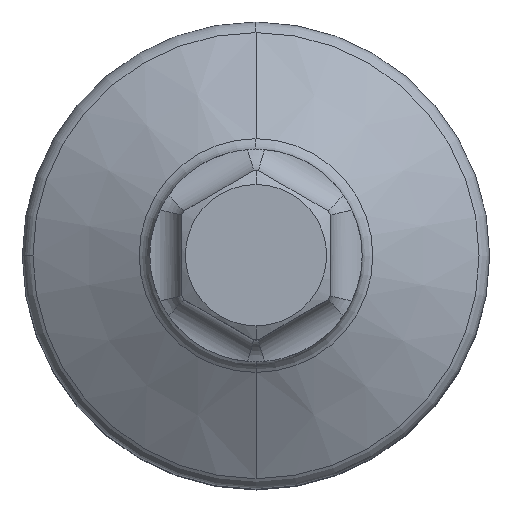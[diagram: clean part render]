
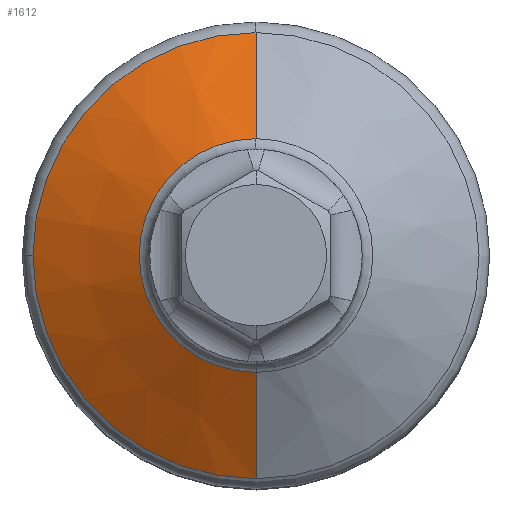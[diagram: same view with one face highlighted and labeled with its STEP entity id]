
A CAD part, top view. The second image highlights one B-rep face of the part: STEP entity #1612.
In plain terms, the highlighted conical face has half-angle 60 degrees and reference radius 16 mm.
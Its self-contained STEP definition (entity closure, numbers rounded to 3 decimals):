
#516=CARTESIAN_POINT('',(0.,0.,36.577));
#517=DIRECTION('',(0.,0.,-1.));
#518=DIRECTION('',(0.,-1.,0.));
#519=AXIS2_PLACEMENT_3D('',#516,#517,#518);
#521=CARTESIAN_POINT('',(0.,0.,36.577));
#522=DIRECTION('',(0.,0.,-1.));
#523=DIRECTION('',(-1.,0.,0.));
#524=AXIS2_PLACEMENT_3D('',#521,#522,#523);
#526=DIRECTION('',(0.,0.866,-0.5));
#527=VECTOR('',#526,11.547);
#528=CARTESIAN_POINT('',(0.,11.,42.351));
#529=LINE('',#528,#527);
#530=CARTESIAN_POINT('',(0.,0.,42.351));
#531=DIRECTION('',(0.,0.,-1.));
#532=DIRECTION('',(0.,-1.,0.));
#533=AXIS2_PLACEMENT_3D('',#530,#531,#532);
#535=DIRECTION('',(0.,-0.866,-0.5));
#536=VECTOR('',#535,11.547);
#537=CARTESIAN_POINT('',(0.,-11.,42.351));
#538=LINE('',#537,#536);
#1116=CARTESIAN_POINT('',(0.,-11.,42.351));
#1117=CARTESIAN_POINT('',(0.,11.,42.351));
#1118=VERTEX_POINT('',#1116);
#1119=VERTEX_POINT('',#1117);
#1120=CARTESIAN_POINT('',(0.,-21.,36.577));
#1121=CARTESIAN_POINT('',(-21.,0.,36.577));
#1122=VERTEX_POINT('',#1120);
#1123=VERTEX_POINT('',#1121);
#1128=CARTESIAN_POINT('',(0.,21.,36.577));
#1129=VERTEX_POINT('',#1128);
#1596=CARTESIAN_POINT('',(0.,0.,39.464));
#1597=DIRECTION('',(0.,0.,-1.));
#1598=DIRECTION('',(0.,-1.,0.));
#1599=AXIS2_PLACEMENT_3D('',#1596,#1597,#1598);
#1600=CONICAL_SURFACE('',#1599,16.,60.);
#1602=ORIENTED_EDGE('',*,*,#1601,.T.);
#1604=ORIENTED_EDGE('',*,*,#1603,.T.);
#1606=ORIENTED_EDGE('',*,*,#1605,.F.);
#1607=ORIENTED_EDGE('',*,*,#1382,.F.);
#1609=ORIENTED_EDGE('',*,*,#1608,.T.);
#1610=EDGE_LOOP('',(#1602,#1604,#1606,#1607,#1609));
#1611=FACE_OUTER_BOUND('',#1610,.F.);
#1612=ADVANCED_FACE('',(#1611),#1600,.T.);
#520=CIRCLE('',#519,21.);
#525=CIRCLE('',#524,21.);
#534=CIRCLE('',#533,11.);
#1382=EDGE_CURVE('',#1118,#1119,#534,.T.);
#1601=EDGE_CURVE('',#1122,#1123,#520,.T.);
#1603=EDGE_CURVE('',#1123,#1129,#525,.T.);
#1605=EDGE_CURVE('',#1119,#1129,#529,.T.);
#1608=EDGE_CURVE('',#1118,#1122,#538,.T.);
